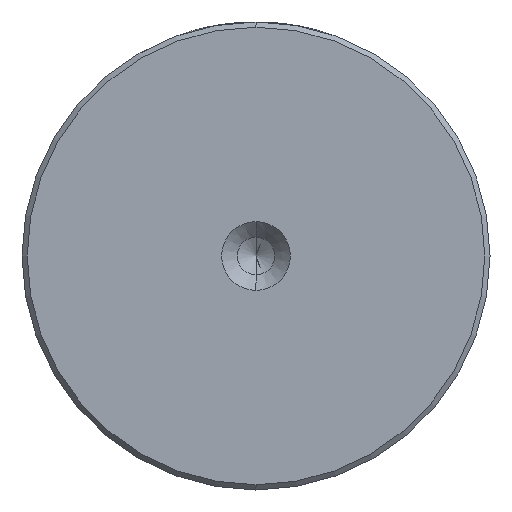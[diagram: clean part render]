
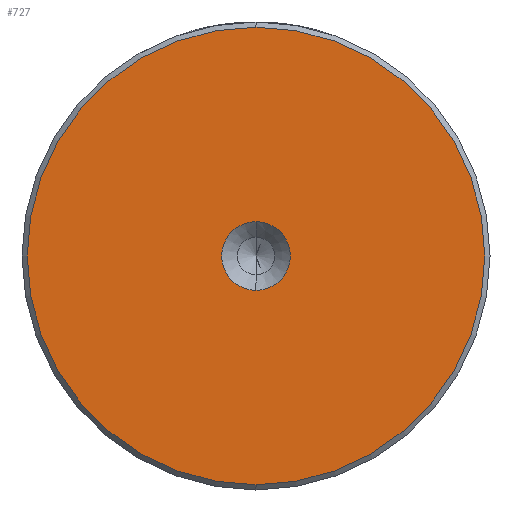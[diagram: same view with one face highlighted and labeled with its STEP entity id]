
A CAD part, left-side view. The second image highlights one B-rep face of the part: STEP entity #727.
In plain terms, the highlighted planar face has unit normal (-1, 0, 0).
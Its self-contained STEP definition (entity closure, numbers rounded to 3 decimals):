
#25 = AXIS2_PLACEMENT_3D ( 'NONE', #771, #761, #729 ) ;
#71 = CIRCLE ( 'NONE', #2364, 22. ) ;
#175 = ORIENTED_EDGE ( 'NONE', *, *, #443, .T. ) ;
#301 = PLANE ( 'NONE',  #1068 ) ;
#338 = CARTESIAN_POINT ( 'NONE',  ( 0., 0., 3.3 ) ) ;
#351 = EDGE_CURVE ( 'NONE', #2259, #789, #478, .T. ) ;
#443 = EDGE_CURVE ( 'NONE', #839, #2278, #1584, .T. ) ;
#478 = CIRCLE ( 'NONE', #1812, 3.3 ) ;
#538 = DIRECTION ( 'NONE',  ( 0., 0., 1. ) ) ;
#592 = CARTESIAN_POINT ( 'NONE',  ( 0., 0., -22. ) ) ;
#727 = ADVANCED_FACE ( 'NONE', ( #2149, #2216 ), #301, .T. ) ;
#729 = DIRECTION ( 'NONE',  ( 0., 0., 1. ) ) ;
#761 = DIRECTION ( 'NONE',  ( -1., 0., 0. ) ) ;
#771 = CARTESIAN_POINT ( 'NONE',  ( 0., 0., 0. ) ) ;
#789 = VERTEX_POINT ( 'NONE', #2648 ) ;
#839 = VERTEX_POINT ( 'NONE', #2905 ) ;
#854 = CARTESIAN_POINT ( 'NONE',  ( 0., 0., 0. ) ) ;
#872 = AXIS2_PLACEMENT_3D ( 'NONE', #1081, #2690, #1329 ) ;
#906 = DIRECTION ( 'NONE',  ( 0., 0., 1. ) ) ;
#1026 = ORIENTED_EDGE ( 'NONE', *, *, #351, .F. ) ;
#1068 = AXIS2_PLACEMENT_3D ( 'NONE', #2855, #1947, #538 ) ;
#1081 = CARTESIAN_POINT ( 'NONE',  ( 0., 0., 0. ) ) ;
#1091 = DIRECTION ( 'NONE',  ( -1., 0., 0. ) ) ;
#1096 = DIRECTION ( 'NONE',  ( 0., 0., 1. ) ) ;
#1121 = CARTESIAN_POINT ( 'NONE',  ( 0., 0., 0. ) ) ;
#1329 = DIRECTION ( 'NONE',  ( 0., 0., 1. ) ) ;
#1542 = ORIENTED_EDGE ( 'NONE', *, *, #1556, .F. ) ;
#1556 = EDGE_CURVE ( 'NONE', #789, #2259, #1738, .T. ) ;
#1584 = CIRCLE ( 'NONE', #25, 22. ) ;
#1738 = CIRCLE ( 'NONE', #872, 3.3 ) ;
#1812 = AXIS2_PLACEMENT_3D ( 'NONE', #1121, #1091, #906 ) ;
#1815 = EDGE_LOOP ( 'NONE', ( #2569, #175 ) ) ;
#1829 = EDGE_CURVE ( 'NONE', #2278, #839, #71, .T. ) ;
#1947 = DIRECTION ( 'NONE',  ( -1., 0., 0. ) ) ;
#2149 = FACE_OUTER_BOUND ( 'NONE', #1815, .T. ) ;
#2216 = FACE_BOUND ( 'NONE', #2538, .T. ) ;
#2259 = VERTEX_POINT ( 'NONE', #338 ) ;
#2278 = VERTEX_POINT ( 'NONE', #592 ) ;
#2364 = AXIS2_PLACEMENT_3D ( 'NONE', #854, #2474, #1096 ) ;
#2474 = DIRECTION ( 'NONE',  ( -1., 0., 0. ) ) ;
#2538 = EDGE_LOOP ( 'NONE', ( #1026, #1542 ) ) ;
#2569 = ORIENTED_EDGE ( 'NONE', *, *, #1829, .T. ) ;
#2648 = CARTESIAN_POINT ( 'NONE',  ( 0., 0., -3.3 ) ) ;
#2690 = DIRECTION ( 'NONE',  ( -1., 0., 0. ) ) ;
#2855 = CARTESIAN_POINT ( 'NONE',  ( 0., 0., 0. ) ) ;
#2905 = CARTESIAN_POINT ( 'NONE',  ( 0., 0., 22. ) ) ;
